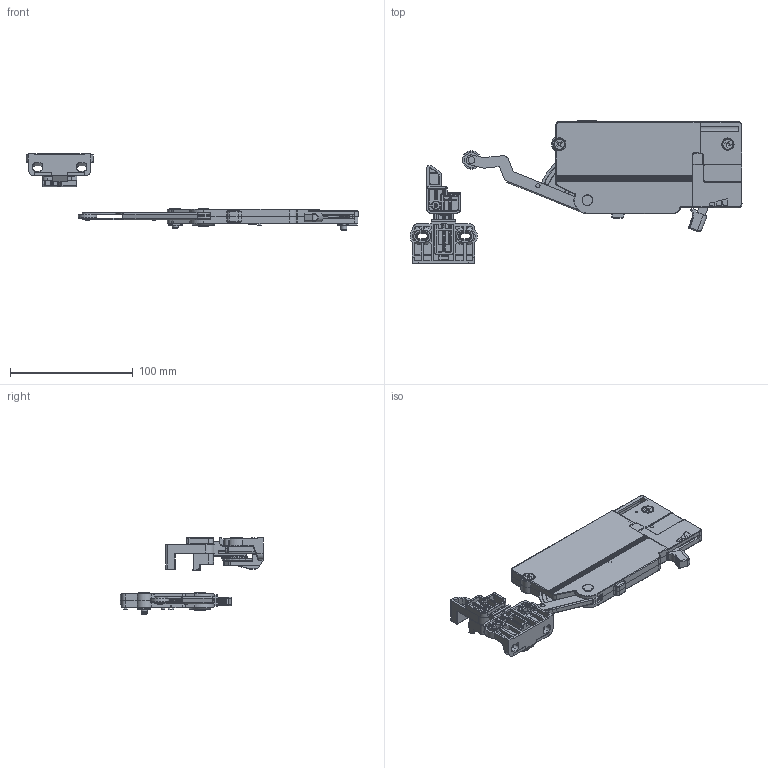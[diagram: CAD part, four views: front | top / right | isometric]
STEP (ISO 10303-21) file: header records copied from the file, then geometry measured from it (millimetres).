
FILE_DESCRIPTION(/* description */ ('STEP AP203'),/* implementation_level */ '2;1');
FILE_NAME(/* name */ 'PB-2IN1-MOTION.stp',/* time_stamp */ '2022-12-28T14:49:57+01:00',/* author */ ('tomaszw'),/* organization */ (''),/* preprocessor_version */ 'ST-DEVELOPER v19.2',/* originating_system */ 'Autodesk Inventor 2023',/* authorisation */ '');
FILE_SCHEMA (('AUTOMOTIVE_DESIGN { 1 0 10303 214 3 1 1 }'));
Products named in the file (26): ³éÌë¿î3DÍ¼µµ; ´¥·¢¸Ë×é¼þ^HG
-FH-OD-00; HG-FH-OD-010; HG-FH-OD-012; HG-FH-OD-015; HG-FH-OD-046; HG-FH-OD-047; HG-FH-OD-048; µ¥Õë¦Õ2.4x4.2; µ¥Õë¦Õ2.4x5.3; HG-FH-OD-0031-2; µµÎ»°âÊÖ×é¼
þ; HG-FH-OD-007; HG-FH-OD-034; HG-FH-OD-001; HG-FH-OD-023; HG-FH-OD-025; HG-FH-OE-024; ´¥·¢×é¼þ; HG-FH-OD-026; HG-FH-OD-028; HG-FH-OD-029; ´¥·¢»¬¿é(¶þ´
Î×¢ËÜ); HG-FH-OD-030; HG-FH-OD-054; HG-FH-OD-037
Assembly tree (29 placements, depth 4):
  ³éÌë¿î3DÍ¼µµ
    ´¥·¢¸Ë×é¼þ^HG
-FH-OD-00
      HG-FH-OD-010
      HG-FH-OD-012
      HG-FH-OD-015
      HG-FH-OD-046
      HG-FH-OD-047
      HG-FH-OD-048  x2
      µ¥Õë¦Õ2.4x4.2  x2
      µ¥Õë¦Õ2.4x5.3
      HG-FH-OD-0031-2
    µµÎ»°âÊÖ×é¼
þ
      HG-FH-OD-007
      HG-FH-OD-034
    HG-FH-OD-001
    HG-FH-OD-023  x2
    HG-FH-OD-025  x2
    HG-FH-OE-024
    ´¥·¢×é¼þ
      HG-FH-OD-026
      HG-FH-OD-028
      HG-FH-OD-029
      ´¥·¢»¬¿é(¶þ´
Î×¢ËÜ)
        HG-FH-OD-030
        HG-FH-OD-054
      HG-FH-OD-037
Bounding box: 270.61 x 116.94 x 62.37 mm (x, y, z)
Volume: 78857 mm3; surface area: 103253.7 mm2
Topology: 25 solids, 25 shells, 4222 faces, 10975 edges, 6692 vertices
Faces by surface type: plane 2030, cylinder 1303, torus 505, sphere 160, bspline 141, cone 83
Full cylindrical faces by diameter (mm): 1.5 x4, 1.9 x7, 2 x2, 2.4 x4, 2.42 x8, 2.5 x2, 2.52 x1, 2.8 x13, 2.98 x1, 3 x7, 3.02 x1, 3.4 x3, 3.5 x1, 3.53 x1, 3.98 x2, 4.02 x2, 4.03 x5, 4.2 x2, 4.4 x1, 4.43 x2, 4.5 x3, 4.9 x1, 5 x10, 5.5 x5, 6 x3, 6.03 x2, 6.05 x1, 6.4 x6, 6.5 x4, 7.5 x2
Entity records: 135098 total; most frequent: CARTESIAN_POINT 34629, DIRECTION 21520, ORIENTED_EDGE 20710, EDGE_CURVE 10355, AXIS2_PLACEMENT_3D 7637, VERTEX_POINT 6426, LINE 6246, VECTOR 6246
